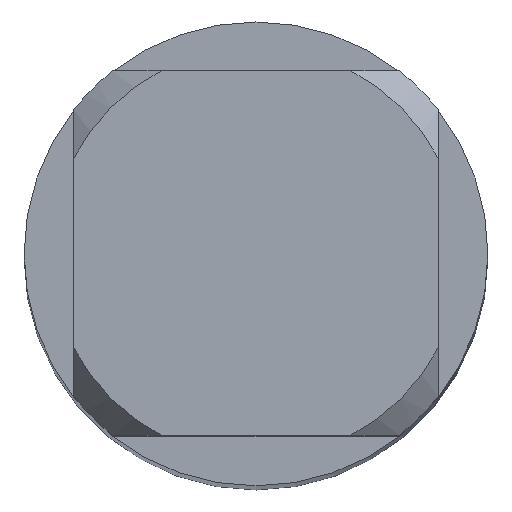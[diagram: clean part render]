
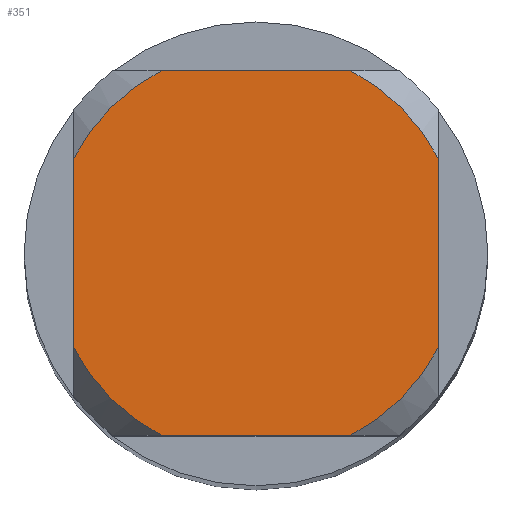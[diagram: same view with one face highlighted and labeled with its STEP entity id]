
A CAD part, top view. The second image highlights one B-rep face of the part: STEP entity #351.
In plain terms, the highlighted planar face has unit normal (0, 0, 1).
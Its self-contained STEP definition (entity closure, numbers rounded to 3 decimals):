
#219=VERTEX_POINT('',#568);
#223=VERTEX_POINT('',#573);
#251=EDGE_CURVE('',#379,#427,#605,.T.);
#279=VERTEX_POINT('',#635);
#315=VERTEX_POINT('',#672);
#329=EDGE_CURVE('',#379,#347,#688,.T.);
#335=EDGE_CURVE('',#279,#219,#694,.T.);
#347=VERTEX_POINT('',#707);
#351=ADVANCED_FACE('',(#712),#713,.T.);
#367=EDGE_CURVE('',#493,#223,#730,.T.);
#379=VERTEX_POINT('',#743);
#427=VERTEX_POINT('',#794);
#455=EDGE_CURVE('',#493,#219,#827,.T.);
#485=EDGE_CURVE('',#279,#427,#859,.T.);
#493=VERTEX_POINT('',#867);
#499=EDGE_CURVE('',#315,#347,#873,.T.);
#505=EDGE_CURVE('',#315,#223,#880,.T.);
#568=CARTESIAN_POINT('',(2.75,1.431,0.0));
#573=CARTESIAN_POINT('',(-1.431,2.75,0.0));
#605=LINE('',#1016,#1017);
#635=CARTESIAN_POINT('',(2.75,-1.431,0.0));
#672=CARTESIAN_POINT('',(-2.75,1.431,0.0));
#688=CIRCLE('',#1191,3.1);
#694=LINE('',#1208,#1209);
#707=CARTESIAN_POINT('',(-2.75,-1.431,0.0));
#712=FACE_OUTER_BOUND('',#1231,.T.);
#713=PLANE('',#1232);
#730=LINE('',#1290,#1291);
#743=CARTESIAN_POINT('',(-1.431,-2.75,0.0));
#794=CARTESIAN_POINT('',(1.431,-2.75,0.0));
#827=CIRCLE('',#1498,3.1);
#859=CIRCLE('',#1590,3.1);
#867=CARTESIAN_POINT('',(1.431,2.75,0.0));
#873=LINE('',#1633,#1634);
#880=CIRCLE('',#1642,3.1);
#1016=CARTESIAN_POINT('',(0.0,-2.75,0.0));
#1017=VECTOR('',#1748,1.0);
#1191=AXIS2_PLACEMENT_3D('',#1836,#1837,#1838);
#1208=CARTESIAN_POINT('',(2.75,0.775,0.0));
#1209=VECTOR('',#1839,1.0);
#1231=EDGE_LOOP('',(#1860,#1861,#1862,#1863,#1864,#1865,#1866,#1867));
#1232=AXIS2_PLACEMENT_3D('',#1868,#1869,#1870);
#1290=CARTESIAN_POINT('',(0.0,2.75,0.0));
#1291=VECTOR('',#1882,1.0);
#1498=AXIS2_PLACEMENT_3D('',#1974,#1975,#1976);
#1590=AXIS2_PLACEMENT_3D('',#1999,#2000,#2001);
#1633=CARTESIAN_POINT('',(-2.75,0.775,0.0));
#1634=VECTOR('',#2004,1.0);
#1642=AXIS2_PLACEMENT_3D('',#2029,#2030,#2031);
#1748=DIRECTION('',(1.0,0.0,0.0));
#1836=CARTESIAN_POINT('',(0.0,0.0,0.0));
#1837=DIRECTION('',(0.0,0.0,-1.0));
#1838=DIRECTION('',(0.0,1.0,0.0));
#1839=DIRECTION('',(-0.0,1.0,0.0));
#1860=ORIENTED_EDGE('',*,*,#499,.T.);
#1861=ORIENTED_EDGE('',*,*,#329,.F.);
#1862=ORIENTED_EDGE('',*,*,#251,.T.);
#1863=ORIENTED_EDGE('',*,*,#485,.F.);
#1864=ORIENTED_EDGE('',*,*,#335,.T.);
#1865=ORIENTED_EDGE('',*,*,#455,.F.);
#1866=ORIENTED_EDGE('',*,*,#367,.T.);
#1867=ORIENTED_EDGE('',*,*,#505,.F.);
#1868=CARTESIAN_POINT('',(0.0,1.55,0.0));
#1869=DIRECTION('',(-0.0,0.0,1.0));
#1870=DIRECTION('',(0.0,-1.0,0.0));
#1882=DIRECTION('',(-1.0,0.0,0.0));
#1974=CARTESIAN_POINT('',(0.0,0.0,0.0));
#1975=DIRECTION('',(0.0,0.0,-1.0));
#1976=DIRECTION('',(0.0,1.0,0.0));
#1999=CARTESIAN_POINT('',(0.0,0.0,0.0));
#2000=DIRECTION('',(0.0,0.0,-1.0));
#2001=DIRECTION('',(0.0,1.0,0.0));
#2004=DIRECTION('',(-0.0,-1.0,0.0));
#2029=CARTESIAN_POINT('',(0.0,0.0,0.0));
#2030=DIRECTION('',(0.0,0.0,-1.0));
#2031=DIRECTION('',(0.0,1.0,0.0));
